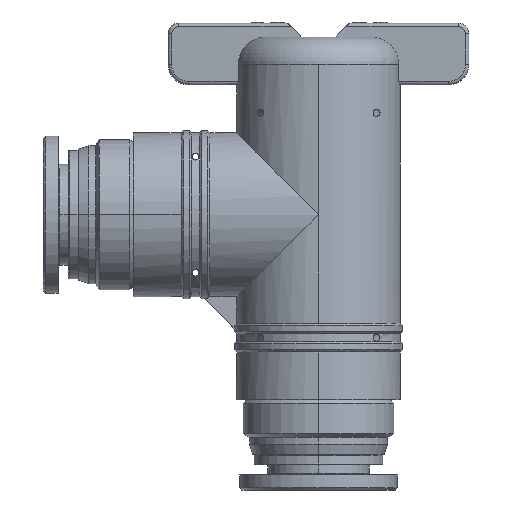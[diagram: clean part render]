
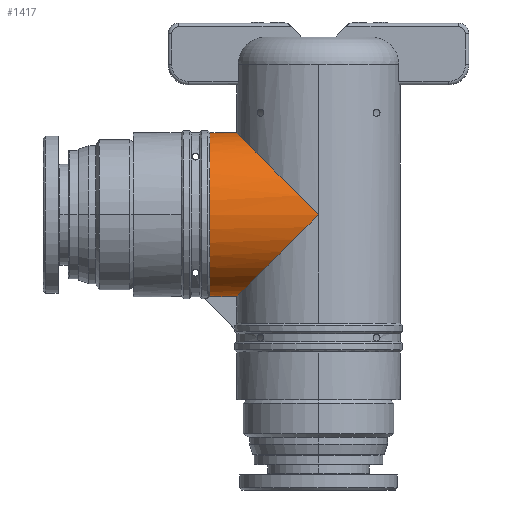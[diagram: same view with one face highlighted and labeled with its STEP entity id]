
A CAD part, left-side view. The second image highlights one B-rep face of the part: STEP entity #1417.
In plain terms, the highlighted cylindrical face has radius 12 mm (diameter 24 mm), a partial arc.
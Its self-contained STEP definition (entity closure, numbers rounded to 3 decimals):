
#819=CARTESIAN_POINT('',(-0.1,2.85,-5.95));
#820=VERTEX_POINT('',#819);
#949=CARTESIAN_POINT('',(-12.1,-9.15,6.05));
#950=VERTEX_POINT('',#949);
#1118=CARTESIAN_POINT('',(-0.1,-9.15,6.05));
#1119=DIRECTION('',(0.0,0.707,0.707));
#1120=DIRECTION('',(0.0,-0.707,0.707));
#1121=AXIS2_PLACEMENT_3D('',#1118,#1119,#1120);
#1122=ELLIPSE('',#1121,16.971,12.);
#1123=EDGE_CURVE('',#820,#950,#1122,.T.);
#1377=CARTESIAN_POINT('',(-0.1,-9.15,6.05));
#1378=DIRECTION('',(0.0,1.0,0.0));
#1379=DIRECTION('',(1.0,0.0,0.0));
#1380=AXIS2_PLACEMENT_3D('',#1377,#1378,#1379);
#1381=CYLINDRICAL_SURFACE('',#1380,12.0);
#1382=CARTESIAN_POINT('',(-0.1,6.75,18.05));
#1383=VERTEX_POINT('',#1382);
#1384=CARTESIAN_POINT('',(-0.1,2.85,18.05));
#1385=VERTEX_POINT('',#1384);
#1386=CARTESIAN_POINT('',(-0.1,6.75,18.05));
#1387=DIRECTION('',(0.0,-1.0,0.0));
#1388=VECTOR('',#1387,3.9);
#1389=LINE('',#1386,#1388);
#1390=EDGE_CURVE('',#1383,#1385,#1389,.T.);
#1391=ORIENTED_EDGE('',*,*,#1390,.F.);
#1392=CARTESIAN_POINT('',(-0.1,6.75,-5.95));
#1393=VERTEX_POINT('',#1392);
#1394=CARTESIAN_POINT('',(-0.1,6.75,6.05));
#1395=DIRECTION('',(0.0,-1.0,0.0));
#1396=DIRECTION('',(1.0,0.0,0.0));
#1397=AXIS2_PLACEMENT_3D('',#1394,#1395,#1396);
#1398=CIRCLE('',#1397,12.0);
#1399=EDGE_CURVE('',#1383,#1393,#1398,.T.);
#1400=ORIENTED_EDGE('',*,*,#1399,.T.);
#1401=CARTESIAN_POINT('',(-0.1,2.85,-5.95));
#1402=DIRECTION('',(0.0,1.0,0.0));
#1403=VECTOR('',#1402,3.9);
#1404=LINE('',#1401,#1403);
#1405=EDGE_CURVE('',#820,#1393,#1404,.T.);
#1406=ORIENTED_EDGE('',*,*,#1405,.F.);
#1407=ORIENTED_EDGE('',*,*,#1123,.T.);
#1408=CARTESIAN_POINT('',(-0.1,-9.15,6.05));
#1409=DIRECTION('',(0.0,0.707,-0.707));
#1410=DIRECTION('',(0.0,0.707,0.707));
#1411=AXIS2_PLACEMENT_3D('',#1408,#1409,#1410);
#1412=ELLIPSE('',#1411,16.971,12.);
#1413=EDGE_CURVE('',#950,#1385,#1412,.T.);
#1414=ORIENTED_EDGE('',*,*,#1413,.T.);
#1415=EDGE_LOOP('',(#1391,#1400,#1406,#1407,#1414));
#1416=FACE_OUTER_BOUND('',#1415,.T.);
#1417=ADVANCED_FACE('',(#1416),#1381,.T.);
